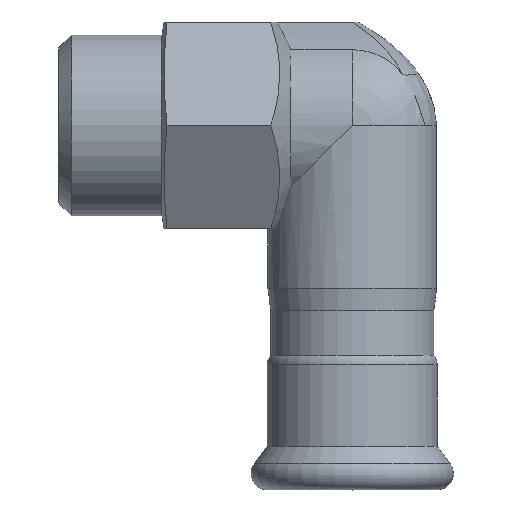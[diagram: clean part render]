
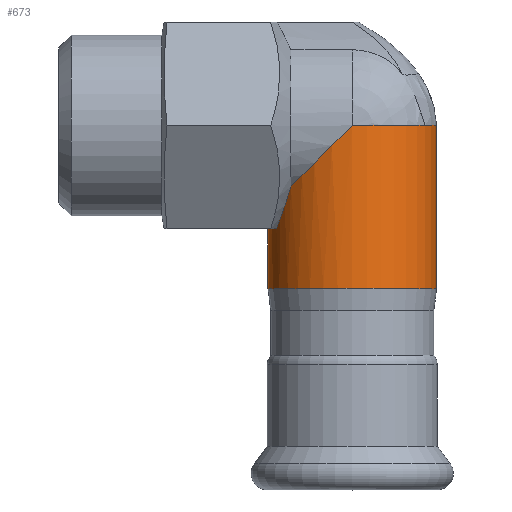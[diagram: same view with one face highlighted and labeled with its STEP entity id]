
A CAD part, top view. The second image highlights one B-rep face of the part: STEP entity #673.
In plain terms, the highlighted cylindrical face has radius 15.5 mm (diameter 31 mm), a full revolution.
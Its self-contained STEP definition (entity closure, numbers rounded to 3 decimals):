
#18=ELLIPSE($,#748,21.92,15.5);
#19=ELLIPSE($,#750,21.92,15.5);
#37=B_SPLINE_CURVE_WITH_KNOTS($,3,(#1300,#1301,#1302,#1303,#1304,#1305,
#1306,#1307),.UNSPECIFIED.,.F.,.F.,(4,2,2,4),(9.024,9.313,
9.727,9.885),.UNSPECIFIED.);
#38=B_SPLINE_CURVE_WITH_KNOTS($,3,(#1325,#1326,#1327,#1328,#1329,#1330,
#1331,#1332),.UNSPECIFIED.,.F.,.F.,(4,2,2,4),(6.584,6.742,
7.156,7.445),.UNSPECIFIED.);
#94=FACE_BOUND($,#216,.T.);
#109=CYLINDRICAL_SURFACE($,#757,15.5);
#148=FACE_OUTER_BOUND($,#215,.T.);
#215=EDGE_LOOP($,(#571,#572,#573,#574,#575,#576));
#216=EDGE_LOOP($,(#577));
#287=CIRCLE($,#753,15.5);
#288=CIRCLE($,#755,15.5);
#290=CIRCLE($,#758,15.5);
#343=VERTEX_POINT($,#1297);
#344=VERTEX_POINT($,#1299);
#347=VERTEX_POINT($,#1320);
#348=VERTEX_POINT($,#1324);
#349=VERTEX_POINT($,#1335);
#350=VERTEX_POINT($,#1339);
#351=VERTEX_POINT($,#1345);
#417=EDGE_CURVE($,#344,#343,#37,.T.);
#422=EDGE_CURVE($,#348,#347,#38,.T.);
#425=EDGE_CURVE($,#343,#349,#18,.T.);
#426=EDGE_CURVE($,#350,#348,#19,.T.);
#428=EDGE_CURVE($,#350,#349,#287,.T.);
#429=EDGE_CURVE($,#351,#351,#288,.T.);
#431=EDGE_CURVE($,#344,#347,#290,.T.);
#571=ORIENTED_EDGE($,*,*,#426,.T.);
#572=ORIENTED_EDGE($,*,*,#422,.T.);
#573=ORIENTED_EDGE($,*,*,#431,.F.);
#574=ORIENTED_EDGE($,*,*,#417,.T.);
#575=ORIENTED_EDGE($,*,*,#425,.T.);
#576=ORIENTED_EDGE($,*,*,#428,.F.);
#577=ORIENTED_EDGE($,*,*,#429,.T.);
#673=ADVANCED_FACE($,(#148,#94),#109,.T.);
#748=AXIS2_PLACEMENT_3D($,#1337,#911,#912);
#750=AXIS2_PLACEMENT_3D($,#1340,#915,#916);
#753=AXIS2_PLACEMENT_3D($,#1343,#921,#922);
#755=AXIS2_PLACEMENT_3D($,#1346,#925,#926);
#757=AXIS2_PLACEMENT_3D($,#1349,#929,#930);
#758=AXIS2_PLACEMENT_3D($,#1350,#931,#932);
#911=DIRECTION('center_axis',(-0.707,-0.707,0.));
#912=DIRECTION('ref_axis',(-0.707,0.707,0.));
#915=DIRECTION('center_axis',(-0.707,-0.707,0.));
#916=DIRECTION('ref_axis',(-0.707,0.707,0.));
#921=DIRECTION('center_axis',(0.,1.,0.));
#922=DIRECTION('ref_axis',(-1.,0.,0.));
#925=DIRECTION('center_axis',(0.,1.,0.));
#926=DIRECTION('ref_axis',(-1.,0.,0.));
#929=DIRECTION('center_axis',(0.,1.,0.));
#930=DIRECTION('ref_axis',(-1.,0.,0.));
#931=DIRECTION('center_axis',(0.,1.,0.));
#932=DIRECTION('ref_axis',(-1.,0.,0.));
#1297=CARTESIAN_POINT('',(11.28,22.72,10.631));
#1299=CARTESIAN_POINT('',(13.967,15.,6.721));
#1300=CARTESIAN_POINT('Ctrl Pts',(13.967,15.,6.721));
#1301=CARTESIAN_POINT('Ctrl Pts',(13.676,15.747,7.325));
#1302=CARTESIAN_POINT('Ctrl Pts',(13.36,16.578,7.88));
#1303=CARTESIAN_POINT('Ctrl Pts',(12.586,18.691,9.086));
#1304=CARTESIAN_POINT('Ctrl Pts',(12.127,20.013,9.672));
#1305=CARTESIAN_POINT('Ctrl Pts',(11.58,21.727,10.306));
#1306=CARTESIAN_POINT('Ctrl Pts',(11.429,22.217,10.473));
#1307=CARTESIAN_POINT('Ctrl Pts',(11.28,22.72,10.631));
#1320=CARTESIAN_POINT('',(13.967,15.,-6.721));
#1324=CARTESIAN_POINT('',(11.28,22.72,-10.631));
#1325=CARTESIAN_POINT('Ctrl Pts',(11.28,22.72,-10.631));
#1326=CARTESIAN_POINT('Ctrl Pts',(11.429,22.217,-10.473));
#1327=CARTESIAN_POINT('Ctrl Pts',(11.58,21.727,-10.306));
#1328=CARTESIAN_POINT('Ctrl Pts',(12.127,20.013,-9.672));
#1329=CARTESIAN_POINT('Ctrl Pts',(12.586,18.691,-9.086));
#1330=CARTESIAN_POINT('Ctrl Pts',(13.36,16.578,-7.88));
#1331=CARTESIAN_POINT('Ctrl Pts',(13.676,15.747,-7.325));
#1332=CARTESIAN_POINT('Ctrl Pts',(13.967,15.,-6.721));
#1335=CARTESIAN_POINT('',(0.,34.,15.5));
#1337=CARTESIAN_POINT('Origin',(0.,34.,0.));
#1339=CARTESIAN_POINT('',(0.,34.,-15.5));
#1340=CARTESIAN_POINT('Origin',(0.,34.,0.));
#1343=CARTESIAN_POINT('Origin',(0.,34.,0.));
#1345=CARTESIAN_POINT('',(-15.5,4.,0.));
#1346=CARTESIAN_POINT('Origin',(0.,4.,0.));
#1349=CARTESIAN_POINT('Origin',(0.,19.,0.));
#1350=CARTESIAN_POINT('Origin',(0.,15.,0.));
